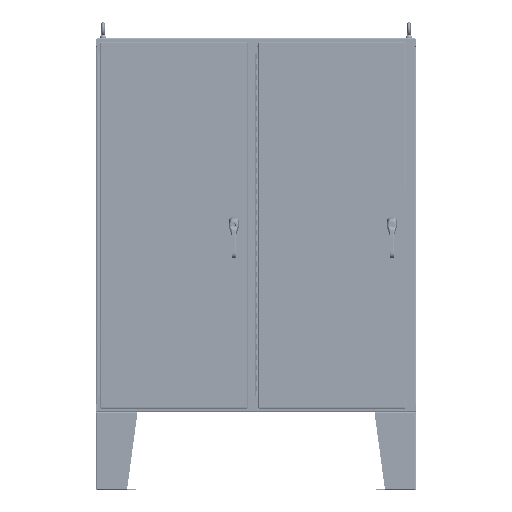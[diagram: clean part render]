
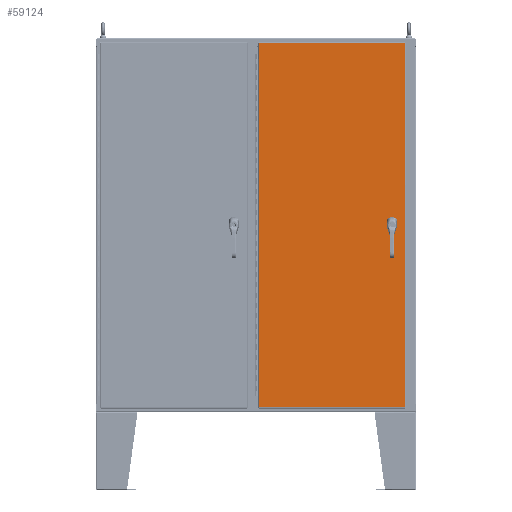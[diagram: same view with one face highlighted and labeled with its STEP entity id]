
A CAD part, top view. The second image highlights one B-rep face of the part: STEP entity #59124.
In plain terms, the highlighted planar face has unit normal (0, 0, 1).
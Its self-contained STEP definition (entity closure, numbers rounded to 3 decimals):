
#3964=LINE('',#97615,#8642);
#3968=LINE('',#97627,#8646);
#3972=LINE('',#97639,#8650);
#3976=LINE('',#97651,#8654);
#3996=LINE('',#97722,#8674);
#4012=LINE('',#97844,#8690);
#4026=LINE('',#97961,#8704);
#4037=LINE('',#98072,#8715);
#8642=VECTOR('',#73876,0.427);
#8646=VECTOR('',#73888,0.427);
#8650=VECTOR('',#73900,0.427);
#8654=VECTOR('',#73912,0.427);
#8674=VECTOR('',#73968,70.295);
#8690=VECTOR('',#73998,28.045);
#8704=VECTOR('',#74026,70.295);
#8715=VECTOR('',#74049,28.045);
#12461=PLANE('',#63759);
#13871=FACE_BOUND('',#19379,.T.);
#13872=FACE_BOUND('',#19380,.T.);
#13873=FACE_BOUND('',#19381,.T.);
#13874=FACE_BOUND('',#19382,.T.);
#15412=FACE_OUTER_BOUND('',#19378,.T.);
#19378=EDGE_LOOP('',(#44312,#44313,#44314,#44315));
#19379=EDGE_LOOP('',(#44316,#44317,#44318,#44319,#44320,#44321,#44322,#44323));
#19380=EDGE_LOOP('',(#44324));
#19381=EDGE_LOOP('',(#44325));
#19382=EDGE_LOOP('',(#44326));
#23098=CIRCLE('',#63705,0.453);
#23100=CIRCLE('',#63709,0.453);
#23102=CIRCLE('',#63713,0.453);
#23104=CIRCLE('',#63717,0.453);
#23106=CIRCLE('',#63720,0.14);
#23108=CIRCLE('',#63723,0.14);
#23110=CIRCLE('',#63726,0.14);
#26949=VERTEX_POINT('',#97612);
#26950=VERTEX_POINT('',#97614);
#26952=VERTEX_POINT('',#97620);
#26954=VERTEX_POINT('',#97626);
#26956=VERTEX_POINT('',#97632);
#26958=VERTEX_POINT('',#97638);
#26960=VERTEX_POINT('',#97644);
#26962=VERTEX_POINT('',#97650);
#26964=VERTEX_POINT('',#97659);
#26966=VERTEX_POINT('',#97664);
#26968=VERTEX_POINT('',#97669);
#26984=VERTEX_POINT('',#97710);
#26985=VERTEX_POINT('',#97721);
#26996=VERTEX_POINT('',#97833);
#27004=VERTEX_POINT('',#97950);
#33152=EDGE_CURVE('',#26950,#26949,#3964,.T.);
#33155=EDGE_CURVE('',#26952,#26950,#23098,.T.);
#33158=EDGE_CURVE('',#26954,#26952,#3968,.T.);
#33161=EDGE_CURVE('',#26956,#26954,#23100,.T.);
#33164=EDGE_CURVE('',#26958,#26956,#3972,.T.);
#33167=EDGE_CURVE('',#26960,#26958,#23102,.T.);
#33170=EDGE_CURVE('',#26962,#26960,#3976,.T.);
#33173=EDGE_CURVE('',#26949,#26962,#23104,.T.);
#33175=EDGE_CURVE('',#26964,#26964,#23106,.T.);
#33177=EDGE_CURVE('',#26966,#26966,#23108,.T.);
#33179=EDGE_CURVE('',#26968,#26968,#23110,.T.);
#33199=EDGE_CURVE('',#26985,#26984,#3996,.T.);
#33219=EDGE_CURVE('',#26984,#26996,#4012,.T.);
#33237=EDGE_CURVE('',#26996,#27004,#4026,.T.);
#33252=EDGE_CURVE('',#27004,#26985,#4037,.T.);
#44312=ORIENTED_EDGE('',*,*,#33199,.T.);
#44313=ORIENTED_EDGE('',*,*,#33219,.T.);
#44314=ORIENTED_EDGE('',*,*,#33237,.T.);
#44315=ORIENTED_EDGE('',*,*,#33252,.T.);
#44316=ORIENTED_EDGE('',*,*,#33152,.T.);
#44317=ORIENTED_EDGE('',*,*,#33173,.T.);
#44318=ORIENTED_EDGE('',*,*,#33170,.T.);
#44319=ORIENTED_EDGE('',*,*,#33167,.T.);
#44320=ORIENTED_EDGE('',*,*,#33164,.T.);
#44321=ORIENTED_EDGE('',*,*,#33161,.T.);
#44322=ORIENTED_EDGE('',*,*,#33158,.T.);
#44323=ORIENTED_EDGE('',*,*,#33155,.T.);
#44324=ORIENTED_EDGE('',*,*,#33175,.T.);
#44325=ORIENTED_EDGE('',*,*,#33177,.T.);
#44326=ORIENTED_EDGE('',*,*,#33179,.T.);
#59124=ADVANCED_FACE('',(#15412,#13871,#13872,#13873,#13874),#12461,.T.);
#63705=AXIS2_PLACEMENT_3D('',#97621,#73882,#73883);
#63709=AXIS2_PLACEMENT_3D('',#97633,#73894,#73895);
#63713=AXIS2_PLACEMENT_3D('',#97645,#73906,#73907);
#63717=AXIS2_PLACEMENT_3D('',#97655,#73918,#73919);
#63720=AXIS2_PLACEMENT_3D('',#97660,#73924,#73925);
#63723=AXIS2_PLACEMENT_3D('',#97665,#73930,#73931);
#63726=AXIS2_PLACEMENT_3D('',#97670,#73936,#73937);
#63759=AXIS2_PLACEMENT_3D('',#98175,#74074,#74075);
#73876=DIRECTION('',(0.,1.,0.));
#73882=DIRECTION('center_axis',(0.,0.,-1.));
#73883=DIRECTION('ref_axis',(-0.882,-0.471,0.));
#73888=DIRECTION('',(-1.,0.,0.));
#73894=DIRECTION('center_axis',(0.,0.,-1.));
#73895=DIRECTION('ref_axis',(0.471,-0.882,0.));
#73900=DIRECTION('',(0.,-1.,0.));
#73906=DIRECTION('center_axis',(0.,0.,-1.));
#73907=DIRECTION('ref_axis',(0.882,0.471,0.));
#73912=DIRECTION('',(1.,0.,0.));
#73918=DIRECTION('center_axis',(0.,0.,-1.));
#73919=DIRECTION('ref_axis',(-0.471,0.882,0.));
#73924=DIRECTION('center_axis',(0.,0.,-1.));
#73925=DIRECTION('ref_axis',(-1.,0.,0.));
#73930=DIRECTION('center_axis',(0.,0.,-1.));
#73931=DIRECTION('ref_axis',(-1.,0.,0.));
#73936=DIRECTION('center_axis',(0.,0.,-1.));
#73937=DIRECTION('ref_axis',(-1.,0.,0.));
#73968=DIRECTION('',(0.,1.,0.));
#73998=DIRECTION('',(-1.,0.,0.));
#74026=DIRECTION('',(0.,-1.,0.));
#74049=DIRECTION('',(1.,0.,0.));
#74074=DIRECTION('center_axis',(0.,0.,1.));
#74075=DIRECTION('ref_axis',(1.,0.,0.));
#97612=CARTESIAN_POINT('',(11.163,0.214,0.134));
#97614=CARTESIAN_POINT('',(11.163,-0.214,0.134));
#97615=CARTESIAN_POINT('',(11.163,0.107,0.134));
#97620=CARTESIAN_POINT('',(11.349,-0.399,0.134));
#97621=CARTESIAN_POINT('Origin',(11.563,0.,
0.134));
#97626=CARTESIAN_POINT('',(11.776,-0.399,0.134));
#97627=CARTESIAN_POINT('',(5.674,-0.4,0.134));
#97632=CARTESIAN_POINT('',(11.962,-0.214,0.134));
#97633=CARTESIAN_POINT('Origin',(11.563,0.,0.134));
#97638=CARTESIAN_POINT('',(11.962,0.214,0.134));
#97639=CARTESIAN_POINT('',(11.962,-0.107,0.134));
#97644=CARTESIAN_POINT('',(11.776,0.4,0.134));
#97645=CARTESIAN_POINT('Origin',(11.563,0.,0.134));
#97650=CARTESIAN_POINT('',(11.349,0.4,0.134));
#97651=CARTESIAN_POINT('',(5.888,0.4,0.134));
#97655=CARTESIAN_POINT('Origin',(11.563,0.,0.134));
#97659=CARTESIAN_POINT('',(11.703,0.885,0.134));
#97660=CARTESIAN_POINT('Origin',(11.563,0.885,0.134));
#97664=CARTESIAN_POINT('',(11.703,-0.886,0.134));
#97665=CARTESIAN_POINT('Origin',(11.563,-0.886,0.134));
#97669=CARTESIAN_POINT('',(11.703,-1.378,0.134));
#97670=CARTESIAN_POINT('Origin',(11.563,-1.378,0.134));
#97710=CARTESIAN_POINT('',(14.022,35.147,0.134));
#97721=CARTESIAN_POINT('',(14.022,-35.147,0.134));
#97722=CARTESIAN_POINT('',(14.022,-17.574,0.134));
#97833=CARTESIAN_POINT('',(-14.022,35.147,0.134));
#97844=CARTESIAN_POINT('',(7.011,35.147,0.134));
#97950=CARTESIAN_POINT('',(-14.022,-35.147,0.134));
#97961=CARTESIAN_POINT('',(-14.022,17.574,0.134));
#98072=CARTESIAN_POINT('',(-7.011,-35.147,0.134));
#98175=CARTESIAN_POINT('Origin',(0.,0.,
0.134));
